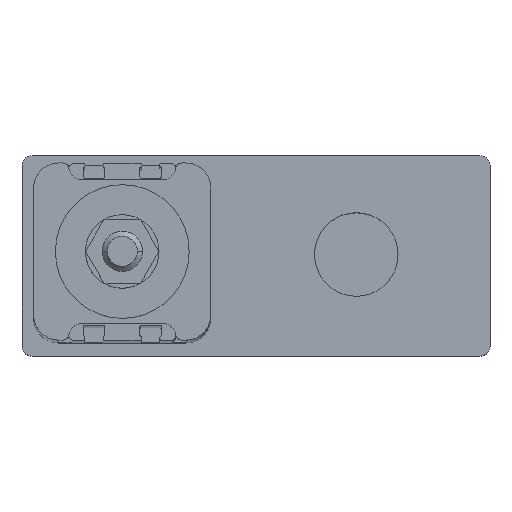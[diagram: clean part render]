
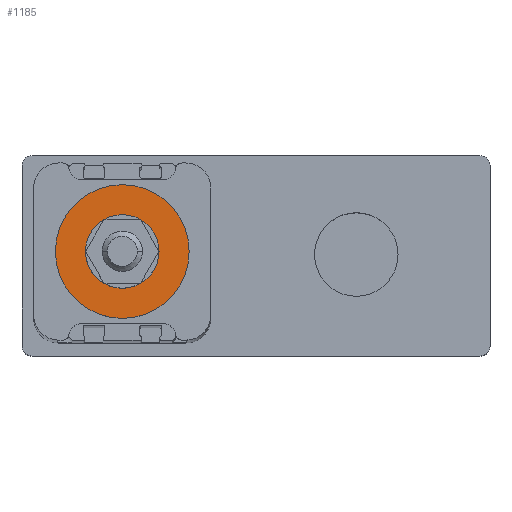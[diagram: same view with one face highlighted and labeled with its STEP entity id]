
A CAD part, top view. The second image highlights one B-rep face of the part: STEP entity #1185.
In plain terms, the highlighted planar face has unit normal (0, 0, 1).
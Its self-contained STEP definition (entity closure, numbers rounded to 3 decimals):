
#350 = CIRCLE ( 'NONE', #5082, 20. ) ;
#685 = DIRECTION ( 'NONE',  ( 0., 0., 1. ) ) ;
#688 = EDGE_LOOP ( 'NONE', ( #6028, #4186 ) ) ;
#846 = AXIS2_PLACEMENT_3D ( 'NONE', #2341, #5971, #2862 ) ;
#929 = DIRECTION ( 'NONE',  ( 1., 0., 0. ) ) ;
#953 = DIRECTION ( 'NONE',  ( 0., 0., 1. ) ) ;
#988 = FACE_BOUND ( 'NONE', #1763, .T. ) ;
#1032 = ORIENTED_EDGE ( 'NONE', *, *, #1878, .F. ) ;
#1185 = ADVANCED_FACE ( 'NONE', ( #988, #4940 ), #6314, .T. ) ;
#1275 = AXIS2_PLACEMENT_3D ( 'NONE', #6163, #953, #929 ) ;
#1763 = EDGE_LOOP ( 'NONE', ( #1032, #5190 ) ) ;
#1844 = CARTESIAN_POINT ( 'NONE',  ( 0., 0., 490. ) ) ;
#1878 = EDGE_CURVE ( 'NONE', #4500, #4850, #3253, .T. ) ;
#2333 = DIRECTION ( 'NONE',  ( 0., 0., 1. ) ) ;
#2341 = CARTESIAN_POINT ( 'NONE',  ( 0., 0., 490. ) ) ;
#2351 = DIRECTION ( 'NONE',  ( 1., 0., 0. ) ) ;
#2835 = CARTESIAN_POINT ( 'NONE',  ( -11., 0., 490. ) ) ;
#2862 = DIRECTION ( 'NONE',  ( 1., 0., 0. ) ) ;
#3192 = EDGE_CURVE ( 'NONE', #4850, #4500, #6717, .T. ) ;
#3253 = CIRCLE ( 'NONE', #5633, 11. ) ;
#3627 = CARTESIAN_POINT ( 'NONE',  ( 20., 0., 490. ) ) ;
#3784 = CARTESIAN_POINT ( 'NONE',  ( 0., 0., 490. ) ) ;
#4071 = VERTEX_POINT ( 'NONE', #3627 ) ;
#4186 = ORIENTED_EDGE ( 'NONE', *, *, #4530, .T. ) ;
#4297 = DIRECTION ( 'NONE',  ( 1., 0., 0. ) ) ;
#4500 = VERTEX_POINT ( 'NONE', #2835 ) ;
#4530 = EDGE_CURVE ( 'NONE', #4071, #6330, #4682, .T. ) ;
#4682 = CIRCLE ( 'NONE', #846, 20. ) ;
#4695 = CARTESIAN_POINT ( 'NONE',  ( 11., 0., 490. ) ) ;
#4850 = VERTEX_POINT ( 'NONE', #4695 ) ;
#4940 = FACE_OUTER_BOUND ( 'NONE', #688, .T. ) ;
#5082 = AXIS2_PLACEMENT_3D ( 'NONE', #3784, #685, #4297 ) ;
#5190 = ORIENTED_EDGE ( 'NONE', *, *, #3192, .F. ) ;
#5420 = CARTESIAN_POINT ( 'NONE',  ( 0., 0., 490. ) ) ;
#5449 = DIRECTION ( 'NONE',  ( 0., 0., 1. ) ) ;
#5633 = AXIS2_PLACEMENT_3D ( 'NONE', #1844, #5449, #2351 ) ;
#5957 = DIRECTION ( 'NONE',  ( 1., 0., 0. ) ) ;
#5971 = DIRECTION ( 'NONE',  ( 0., 0., 1. ) ) ;
#6028 = ORIENTED_EDGE ( 'NONE', *, *, #6299, .T. ) ;
#6033 = AXIS2_PLACEMENT_3D ( 'NONE', #5420, #2333, #5957 ) ;
#6163 = CARTESIAN_POINT ( 'NONE',  ( 0., 0., 490. ) ) ;
#6299 = EDGE_CURVE ( 'NONE', #6330, #4071, #350, .T. ) ;
#6314 = PLANE ( 'NONE',  #1275 ) ;
#6330 = VERTEX_POINT ( 'NONE', #6424 ) ;
#6424 = CARTESIAN_POINT ( 'NONE',  ( -20., 0., 490. ) ) ;
#6717 = CIRCLE ( 'NONE', #6033, 11. ) ;
